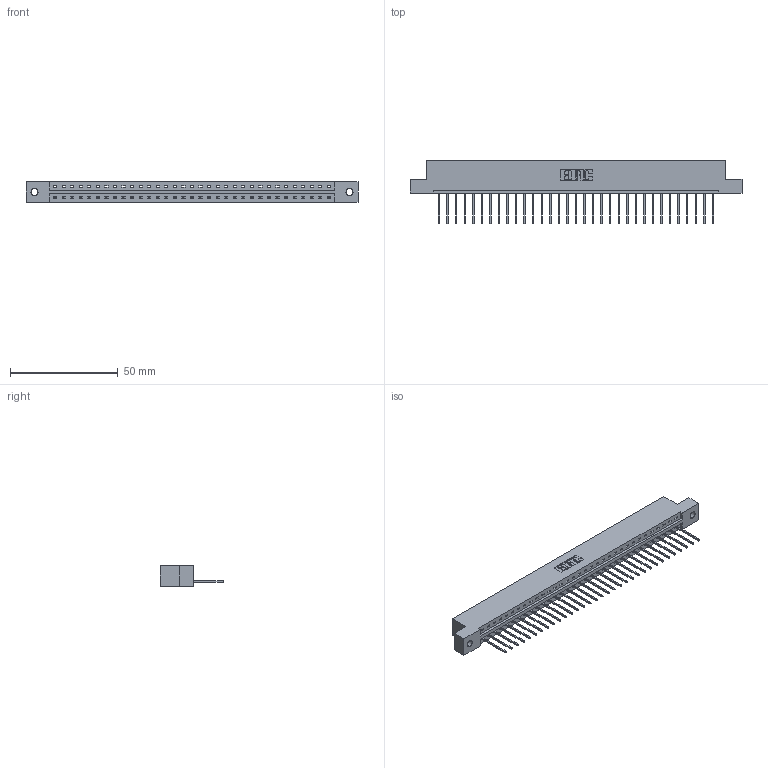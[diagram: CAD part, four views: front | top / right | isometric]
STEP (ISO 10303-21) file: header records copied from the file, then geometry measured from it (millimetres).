
FILE_DESCRIPTION (( 'STEP AP203' ), '1' );
FILE_NAME ('337-033-540-102.STEP', '2019-10-01T10:44:48', ( '' ), ( '' ), 'SwSTEP 2.0', 'SolidWorks 2016', '' );
FILE_SCHEMA (( 'CONFIG_CONTROL_DESIGN' ));
Length unit declared in the file: inch
Products named in the file (3): 337-033-540-102; 337 Part_Flush Mounting Lugs - 0.128 Dia; 345-292-001_345-293-140
Assembly tree (34 placements, depth 2):
  337-033-540-102
    337 Part_Flush Mounting Lugs - 0.128 Dia
    345-292-001_345-293-140  x33
Bounding box: 153.77 x 29.47 x 9.4 mm (x, y, z)
Volume: 15877.4 mm3; surface area: 16418.8 mm2
Topology: 34 solids, 34 shells, 2160 faces, 6515 edges, 4298 vertices
Faces by surface type: plane 1588, cylinder 572
Entity records: 25715 total; most frequent: CARTESIAN_POINT 4485, ORIENTED_EDGE 4454, DIRECTION 3793, EDGE_CURVE 2227, VECTOR 2099, LINE 2099, VERTEX_POINT 1482, AXIS2_PLACEMENT_3D 847
